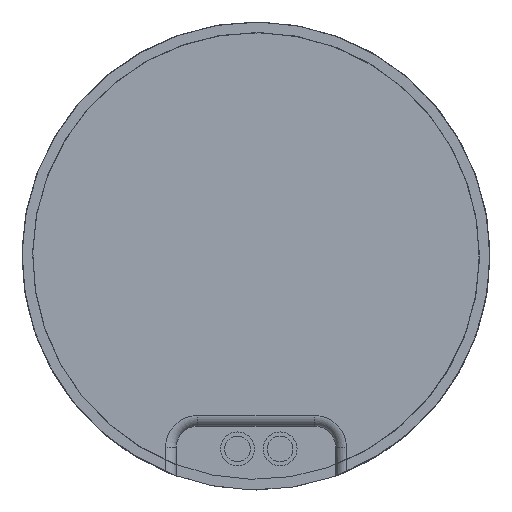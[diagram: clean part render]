
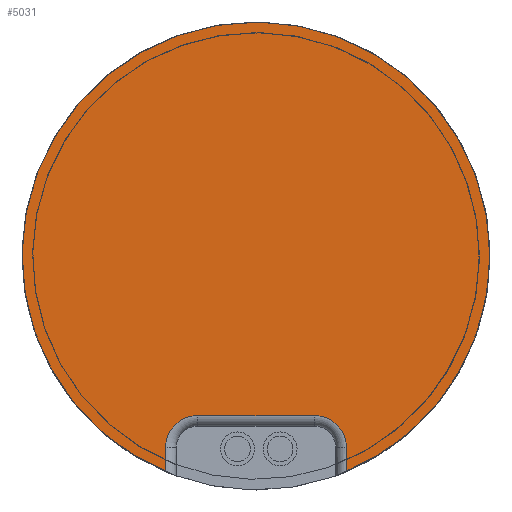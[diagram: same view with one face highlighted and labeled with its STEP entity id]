
A CAD part, front view. The second image highlights one B-rep face of the part: STEP entity #5031.
In plain terms, the highlighted face is planar.
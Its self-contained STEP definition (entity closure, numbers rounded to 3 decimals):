
#92 = CARTESIAN_POINT ( 'NONE',  ( -7.5, 2.75, 0. ) ) ;
#227 = CIRCLE ( 'NONE', #2373, 1.5 ) ;
#256 = CIRCLE ( 'NONE', #1312, 11. ) ;
#303 = ORIENTED_EDGE ( 'NONE', *, *, #5074, .T. ) ;
#340 = VERTEX_POINT ( 'NONE', #2581 ) ;
#487 = CARTESIAN_POINT ( 'NONE',  ( -9., 4.25, 0. ) ) ;
#658 = VECTOR ( 'NONE', #1710, 1000. ) ;
#807 = ORIENTED_EDGE ( 'NONE', *, *, #1818, .F. ) ;
#1086 = VECTOR ( 'NONE', #3332, 1000. ) ;
#1160 = CARTESIAN_POINT ( 'NONE',  ( 0., -4.25, 0. ) ) ;
#1211 = VERTEX_POINT ( 'NONE', #1832 ) ;
#1242 = VERTEX_POINT ( 'NONE', #92 ) ;
#1312 = AXIS2_PLACEMENT_3D ( 'NONE', #4677, #2082, #5095 ) ;
#1392 = VECTOR ( 'NONE', #3300, 1000. ) ;
#1418 = DIRECTION ( 'NONE',  ( 1., 0., 0. ) ) ;
#1597 = CARTESIAN_POINT ( 'NONE',  ( -7.5, 0., 0. ) ) ;
#1710 = DIRECTION ( 'NONE',  ( -1., 0., 0. ) ) ;
#1818 = EDGE_CURVE ( 'NONE', #4357, #1211, #256, .T. ) ;
#1832 = CARTESIAN_POINT ( 'NONE',  ( -10.146, 4.25, 0. ) ) ;
#1840 = EDGE_CURVE ( 'NONE', #4357, #340, #4591, .T. ) ;
#1848 = DIRECTION ( 'NONE',  ( 0., 0., 1. ) ) ;
#2082 = DIRECTION ( 'NONE',  ( 0., 0., 1. ) ) ;
#2119 = CARTESIAN_POINT ( 'NONE',  ( -10.146, -4.25, 0. ) ) ;
#2183 = ORIENTED_EDGE ( 'NONE', *, *, #5314, .T. ) ;
#2280 = VERTEX_POINT ( 'NONE', #4606 ) ;
#2332 = CARTESIAN_POINT ( 'NONE',  ( -9., 2.75, 0. ) ) ;
#2373 = AXIS2_PLACEMENT_3D ( 'NONE', #4451, #1848, #4878 ) ;
#2581 = CARTESIAN_POINT ( 'NONE',  ( -9., -4.25, 0. ) ) ;
#2586 = EDGE_LOOP ( 'NONE', ( #303, #2183, #807, #5156, #4794, #2809 ) ) ;
#2615 = CIRCLE ( 'NONE', #5108, 1.5 ) ;
#2772 = DIRECTION ( 'NONE',  ( 1., 0., 0. ) ) ;
#2809 = ORIENTED_EDGE ( 'NONE', *, *, #3205, .T. ) ;
#3074 = LINE ( 'NONE', #5599, #658 ) ;
#3205 = EDGE_CURVE ( 'NONE', #2280, #1242, #3375, .T. ) ;
#3300 = DIRECTION ( 'NONE',  ( 1., 0., 0. ) ) ;
#3332 = DIRECTION ( 'NONE',  ( 0., 1., 0. ) ) ;
#3375 = LINE ( 'NONE', #1597, #1086 ) ;
#3946 = EDGE_CURVE ( 'NONE', #340, #2280, #227, .T. ) ;
#3963 = AXIS2_PLACEMENT_3D ( 'NONE', #4012, #4030, #1418 ) ;
#4012 = CARTESIAN_POINT ( 'NONE',  ( 0., 0., 0. ) ) ;
#4030 = DIRECTION ( 'NONE',  ( 0., 0., 1. ) ) ;
#4357 = VERTEX_POINT ( 'NONE', #2119 ) ;
#4444 = PLANE ( 'NONE',  #3963 ) ;
#4451 = CARTESIAN_POINT ( 'NONE',  ( -9., -2.75, 0. ) ) ;
#4591 = LINE ( 'NONE', #1160, #1392 ) ;
#4606 = CARTESIAN_POINT ( 'NONE',  ( -7.5, -2.75, 0. ) ) ;
#4677 = CARTESIAN_POINT ( 'NONE',  ( 0., 0., 0. ) ) ;
#4794 = ORIENTED_EDGE ( 'NONE', *, *, #3946, .T. ) ;
#4878 = DIRECTION ( 'NONE',  ( 1., 0., 0. ) ) ;
#4890 = VERTEX_POINT ( 'NONE', #487 ) ;
#5031 = ADVANCED_FACE ( 'NONE', ( #5176 ), #4444, .F. ) ;
#5074 = EDGE_CURVE ( 'NONE', #1242, #4890, #2615, .T. ) ;
#5095 = DIRECTION ( 'NONE',  ( 1., 0., 0. ) ) ;
#5108 = AXIS2_PLACEMENT_3D ( 'NONE', #2332, #5339, #2772 ) ;
#5156 = ORIENTED_EDGE ( 'NONE', *, *, #1840, .T. ) ;
#5176 = FACE_OUTER_BOUND ( 'NONE', #2586, .T. ) ;
#5314 = EDGE_CURVE ( 'NONE', #4890, #1211, #3074, .T. ) ;
#5339 = DIRECTION ( 'NONE',  ( 0., 0., 1. ) ) ;
#5599 = CARTESIAN_POINT ( 'NONE',  ( 0., 4.25, 0. ) ) ;
